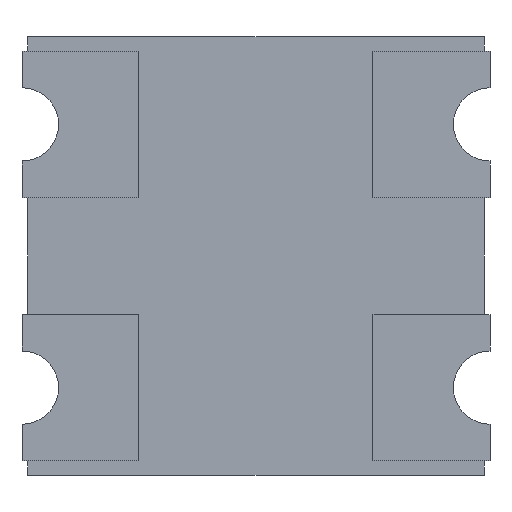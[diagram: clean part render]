
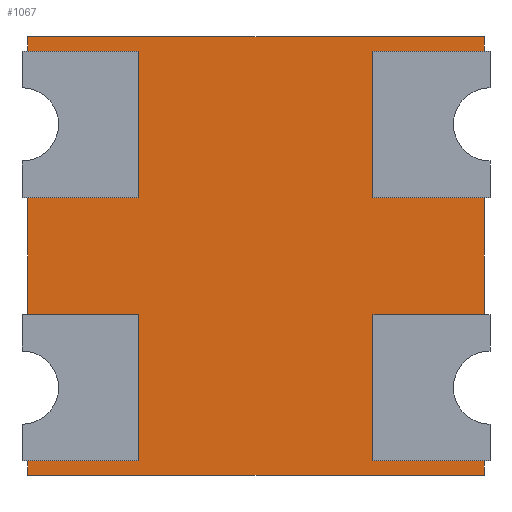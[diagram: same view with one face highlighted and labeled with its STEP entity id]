
A CAD part, front view. The second image highlights one B-rep face of the part: STEP entity #1067.
In plain terms, the highlighted planar face has unit normal (0, -1, 0).
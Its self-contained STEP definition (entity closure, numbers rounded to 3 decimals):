
#70=FACE_OUTER_BOUND('',#120,.T.);
#120=EDGE_LOOP('',(#886,#887,#888,#889,#890,#891,#892,#893,#894,#895,#896,#897,#898,#899,#900,#901,#902,#903,#904,#905));
#156=LINE('',#1472,#292);
#165=LINE('',#1490,#301);
#173=LINE('',#1508,#309);
#195=LINE('',#1554,#331);
#229=LINE('',#1635,#365);
#234=LINE('',#1644,#370);
#237=LINE('',#1649,#373);
#239=LINE('',#1653,#375);
#240=LINE('',#1656,#376);
#244=LINE('',#1663,#380);
#246=LINE('',#1668,#382);
#248=LINE('',#1672,#384);
#251=LINE('',#1677,#387);
#252=LINE('',#1679,#388);
#253=LINE('',#1682,#389);
#255=LINE('',#1686,#391);
#256=LINE('',#1687,#392);
#257=LINE('',#1688,#393);
#258=LINE('',#1690,#394);
#259=LINE('',#1691,#395);
#292=VECTOR('',#1198,10.);
#301=VECTOR('',#1209,10.);
#309=VECTOR('',#1223,10.);
#331=VECTOR('',#1259,10.);
#365=VECTOR('',#1339,10.);
#370=VECTOR('',#1346,10.);
#373=VECTOR('',#1351,10.);
#375=VECTOR('',#1357,10.);
#376=VECTOR('',#1360,10.);
#380=VECTOR('',#1366,10.);
#382=VECTOR('',#1372,10.);
#384=VECTOR('',#1376,10.);
#387=VECTOR('',#1381,10.);
#388=VECTOR('',#1384,10.);
#389=VECTOR('',#1387,10.);
#391=VECTOR('',#1391,10.);
#392=VECTOR('',#1392,10.);
#393=VECTOR('',#1393,10.);
#394=VECTOR('',#1394,10.);
#395=VECTOR('',#1395,10.);
#423=VERTEX_POINT('',#1469);
#424=VERTEX_POINT('',#1471);
#431=VERTEX_POINT('',#1487);
#432=VERTEX_POINT('',#1489);
#438=VERTEX_POINT('',#1505);
#439=VERTEX_POINT('',#1507);
#455=VERTEX_POINT('',#1551);
#456=VERTEX_POINT('',#1553);
#479=VERTEX_POINT('',#1633);
#480=VERTEX_POINT('',#1634);
#483=VERTEX_POINT('',#1642);
#484=VERTEX_POINT('',#1648);
#485=VERTEX_POINT('',#1655);
#487=VERTEX_POINT('',#1662);
#488=VERTEX_POINT('',#1667);
#489=VERTEX_POINT('',#1671);
#490=VERTEX_POINT('',#1675);
#491=VERTEX_POINT('',#1681);
#492=VERTEX_POINT('',#1685);
#493=VERTEX_POINT('',#1689);
#524=EDGE_CURVE('',#424,#423,#156,.T.);
#533=EDGE_CURVE('',#432,#431,#165,.T.);
#542=EDGE_CURVE('',#439,#438,#173,.T.);
#565=EDGE_CURVE('',#456,#455,#195,.T.);
#605=EDGE_CURVE('',#479,#480,#229,.T.);
#610=EDGE_CURVE('',#480,#483,#234,.T.);
#613=EDGE_CURVE('',#484,#479,#237,.T.);
#615=EDGE_CURVE('',#431,#439,#239,.T.);
#616=EDGE_CURVE('',#485,#424,#240,.T.);
#620=EDGE_CURVE('',#487,#485,#244,.T.);
#622=EDGE_CURVE('',#488,#456,#246,.T.);
#624=EDGE_CURVE('',#489,#488,#248,.T.);
#627=EDGE_CURVE('',#490,#423,#251,.T.);
#628=EDGE_CURVE('',#487,#483,#252,.T.);
#629=EDGE_CURVE('',#484,#491,#253,.T.);
#631=EDGE_CURVE('',#492,#490,#255,.T.);
#632=EDGE_CURVE('',#432,#492,#256,.T.);
#633=EDGE_CURVE('',#489,#438,#257,.T.);
#634=EDGE_CURVE('',#493,#455,#258,.T.);
#635=EDGE_CURVE('',#491,#493,#259,.T.);
#886=ORIENTED_EDGE('',*,*,#613,.T.);
#887=ORIENTED_EDGE('',*,*,#605,.T.);
#888=ORIENTED_EDGE('',*,*,#610,.T.);
#889=ORIENTED_EDGE('',*,*,#628,.F.);
#890=ORIENTED_EDGE('',*,*,#620,.T.);
#891=ORIENTED_EDGE('',*,*,#616,.T.);
#892=ORIENTED_EDGE('',*,*,#524,.T.);
#893=ORIENTED_EDGE('',*,*,#627,.F.);
#894=ORIENTED_EDGE('',*,*,#631,.F.);
#895=ORIENTED_EDGE('',*,*,#632,.F.);
#896=ORIENTED_EDGE('',*,*,#533,.T.);
#897=ORIENTED_EDGE('',*,*,#615,.T.);
#898=ORIENTED_EDGE('',*,*,#542,.T.);
#899=ORIENTED_EDGE('',*,*,#633,.F.);
#900=ORIENTED_EDGE('',*,*,#624,.T.);
#901=ORIENTED_EDGE('',*,*,#622,.T.);
#902=ORIENTED_EDGE('',*,*,#565,.T.);
#903=ORIENTED_EDGE('',*,*,#634,.F.);
#904=ORIENTED_EDGE('',*,*,#635,.F.);
#905=ORIENTED_EDGE('',*,*,#629,.F.);
#966=PLANE('',#1148);
#1067=ADVANCED_FACE('',(#70),#966,.F.);
#1148=AXIS2_PLACEMENT_3D('',#1684,#1389,#1390);
#1198=DIRECTION('',(1.,0.,0.));
#1209=DIRECTION('',(1.,0.,0.));
#1223=DIRECTION('',(-1.,0.,0.));
#1259=DIRECTION('',(-1.,0.,0.));
#1339=DIRECTION('',(0.,0.,1.));
#1346=DIRECTION('',(1.,0.,0.));
#1351=DIRECTION('',(-1.,0.,0.));
#1357=DIRECTION('',(0.,0.,-1.));
#1360=DIRECTION('',(0.,0.,1.));
#1366=DIRECTION('',(-1.,0.,0.));
#1372=DIRECTION('',(0.,0.,-1.));
#1376=DIRECTION('',(1.,0.,0.));
#1381=DIRECTION('',(0.,0.,-1.));
#1384=DIRECTION('',(0.,0.,-1.));
#1387=DIRECTION('',(0.,0.,-1.));
#1389=DIRECTION('center_axis',(0.,1.,0.));
#1390=DIRECTION('ref_axis',(0.,0.,1.));
#1391=DIRECTION('',(1.,0.,0.));
#1392=DIRECTION('',(0.,0.,1.));
#1393=DIRECTION('',(0.,0.,1.));
#1394=DIRECTION('',(0.,0.,1.));
#1395=DIRECTION('',(-1.,0.,0.));
#1469=CARTESIAN_POINT('',(0.78,0.02,0.7));
#1471=CARTESIAN_POINT('',(0.4,0.02,0.7));
#1472=CARTESIAN_POINT('',(0.2,0.02,0.7));
#1487=CARTESIAN_POINT('',(-0.4,0.02,0.7));
#1489=CARTESIAN_POINT('',(-0.78,0.02,0.7));
#1490=CARTESIAN_POINT('',(-0.4,0.02,0.7));
#1505=CARTESIAN_POINT('',(-0.78,0.02,0.2));
#1507=CARTESIAN_POINT('',(-0.4,0.02,0.2));
#1508=CARTESIAN_POINT('',(-0.2,0.02,0.2));
#1551=CARTESIAN_POINT('',(-0.78,0.02,-0.7));
#1553=CARTESIAN_POINT('',(-0.4,0.02,-0.7));
#1554=CARTESIAN_POINT('',(-0.2,0.02,-0.7));
#1633=CARTESIAN_POINT('',(0.4,0.02,-0.7));
#1634=CARTESIAN_POINT('',(0.4,0.02,-0.2));
#1635=CARTESIAN_POINT('',(0.4,0.02,-0.35));
#1642=CARTESIAN_POINT('',(0.78,0.02,-0.2));
#1644=CARTESIAN_POINT('',(0.2,0.02,-0.2));
#1648=CARTESIAN_POINT('',(0.78,0.02,-0.7));
#1649=CARTESIAN_POINT('',(0.4,0.02,-0.7));
#1653=CARTESIAN_POINT('',(-0.4,0.02,0.35));
#1655=CARTESIAN_POINT('',(0.4,0.02,0.2));
#1656=CARTESIAN_POINT('',(0.4,0.02,0.1));
#1662=CARTESIAN_POINT('',(0.78,0.02,0.2));
#1663=CARTESIAN_POINT('',(0.4,0.02,0.2));
#1667=CARTESIAN_POINT('',(-0.4,0.02,-0.2));
#1668=CARTESIAN_POINT('',(-0.4,0.02,-0.1));
#1671=CARTESIAN_POINT('',(-0.78,0.02,-0.2));
#1672=CARTESIAN_POINT('',(-0.4,0.02,-0.2));
#1675=CARTESIAN_POINT('',(0.78,0.02,0.75));
#1677=CARTESIAN_POINT('',(0.78,0.02,0.75));
#1679=CARTESIAN_POINT('',(0.78,0.02,0.75));
#1681=CARTESIAN_POINT('',(0.78,0.02,-0.75));
#1682=CARTESIAN_POINT('',(0.78,0.02,0.75));
#1684=CARTESIAN_POINT('Origin',(0.,0.02,0.));
#1685=CARTESIAN_POINT('',(-0.78,0.02,0.75));
#1686=CARTESIAN_POINT('',(-0.78,0.02,0.75));
#1687=CARTESIAN_POINT('',(-0.78,0.02,-0.75));
#1688=CARTESIAN_POINT('',(-0.78,0.02,-0.75));
#1689=CARTESIAN_POINT('',(-0.78,0.02,-0.75));
#1690=CARTESIAN_POINT('',(-0.78,0.02,-0.75));
#1691=CARTESIAN_POINT('',(0.78,0.02,-0.75));
